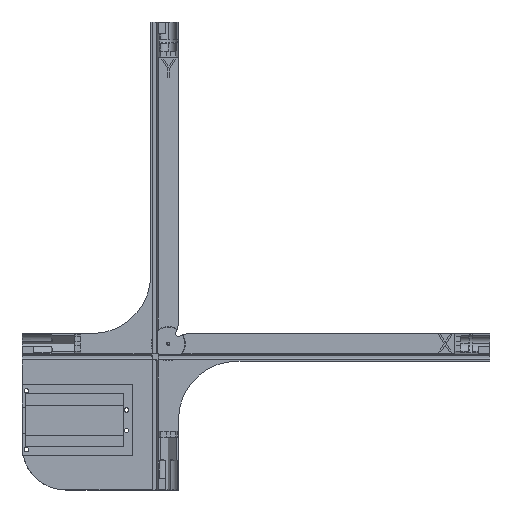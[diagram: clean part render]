
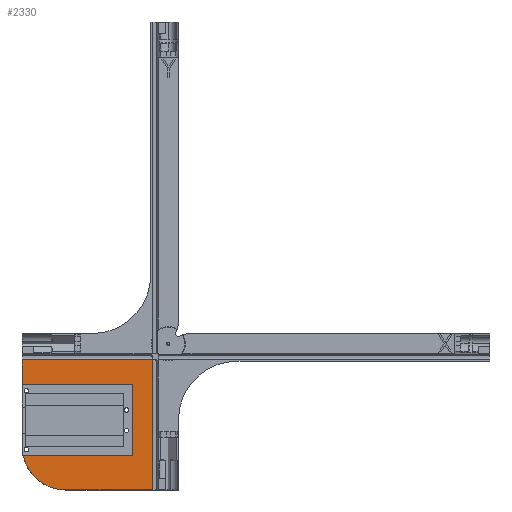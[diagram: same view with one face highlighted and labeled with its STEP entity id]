
A CAD part, top view. The second image highlights one B-rep face of the part: STEP entity #2330.
In plain terms, the highlighted planar face has unit normal (0, 0, 1).
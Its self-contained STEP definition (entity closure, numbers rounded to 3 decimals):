
#64 = VECTOR ( 'NONE', #5544, 1000. ) ;
#170 = DIRECTION ( 'NONE',  ( 1., 0., 0. ) ) ;
#207 = LINE ( 'NONE', #4217, #2785 ) ;
#396 = LINE ( 'NONE', #6052, #64 ) ;
#423 = CARTESIAN_POINT ( 'NONE',  ( -53.132, -41.8, 2.5 ) ) ;
#528 = EDGE_CURVE ( 'NONE', #5065, #647, #396, .T. ) ;
#551 = VECTOR ( 'NONE', #4882, 1000. ) ;
#647 = VERTEX_POINT ( 'NONE', #2419 ) ;
#660 = DIRECTION ( 'NONE',  ( 1., 0., 0. ) ) ;
#1034 = CARTESIAN_POINT ( 'NONE',  ( 0., 0., 2.5 ) ) ;
#1194 = LINE ( 'NONE', #3220, #6509 ) ;
#1456 = CARTESIAN_POINT ( 'NONE',  ( -38.5, -53.5, 2.5 ) ) ;
#1510 = ORIENTED_EDGE ( 'NONE', *, *, #2769, .T. ) ;
#1552 = EDGE_LOOP ( 'NONE', ( #6374, #1556, #1510, #6626, #5842, #1853, #1559, #4879 ) ) ;
#1556 = ORIENTED_EDGE ( 'NONE', *, *, #2630, .F. ) ;
#1559 = ORIENTED_EDGE ( 'NONE', *, *, #5201, .F. ) ;
#1563 = EDGE_CURVE ( 'NONE', #2532, #647, #4575, .T. ) ;
#1853 = ORIENTED_EDGE ( 'NONE', *, *, #5586, .F. ) ;
#2038 = AXIS2_PLACEMENT_3D ( 'NONE', #1034, #4630, #2086 ) ;
#2086 = DIRECTION ( 'NONE',  ( -1., 0., 0. ) ) ;
#2131 = CARTESIAN_POINT ( 'NONE',  ( -38.5, -38.5, 2.5 ) ) ;
#2228 = VERTEX_POINT ( 'NONE', #1456 ) ;
#2330 = ADVANCED_FACE ( 'NONE', ( #2894 ), #5181, .F. ) ;
#2419 = CARTESIAN_POINT ( 'NONE',  ( -9., -9., 2.5 ) ) ;
#2532 = VERTEX_POINT ( 'NONE', #4408 ) ;
#2630 = EDGE_CURVE ( 'NONE', #2228, #5429, #4917, .T. ) ;
#2646 = DIRECTION ( 'NONE',  ( -1., 0., 0. ) ) ;
#2769 = EDGE_CURVE ( 'NONE', #2228, #5065, #1194, .T. ) ;
#2785 = VECTOR ( 'NONE', #5788, 1000. ) ;
#2859 = EDGE_CURVE ( 'NONE', #3454, #3979, #6033, .T. ) ;
#2894 = FACE_OUTER_BOUND ( 'NONE', #1552, .T. ) ;
#2935 = VECTOR ( 'NONE', #6342, 1000. ) ;
#3045 = CARTESIAN_POINT ( 'NONE',  ( -53.5, -17.5, 2.5 ) ) ;
#3220 = CARTESIAN_POINT ( 'NONE',  ( -9., -53.5, 2.5 ) ) ;
#3240 = VECTOR ( 'NONE', #5690, 1000. ) ;
#3454 = VERTEX_POINT ( 'NONE', #4680 ) ;
#3979 = VERTEX_POINT ( 'NONE', #5098 ) ;
#4217 = CARTESIAN_POINT ( 'NONE',  ( -53.5, -17.5, 2.5 ) ) ;
#4408 = CARTESIAN_POINT ( 'NONE',  ( -53.5, -9., 2.5 ) ) ;
#4473 = LINE ( 'NONE', #4806, #2935 ) ;
#4575 = LINE ( 'NONE', #6350, #5786 ) ;
#4630 = DIRECTION ( 'NONE',  ( 0., 0., -1. ) ) ;
#4674 = AXIS2_PLACEMENT_3D ( 'NONE', #2131, #5743, #2646 ) ;
#4680 = CARTESIAN_POINT ( 'NONE',  ( -15.65, -41.8, 2.5 ) ) ;
#4779 = LINE ( 'NONE', #5174, #3240 ) ;
#4806 = CARTESIAN_POINT ( 'NONE',  ( -53.5, -9., 2.5 ) ) ;
#4833 = CARTESIAN_POINT ( 'NONE',  ( -15.65, -17.5, 2.5 ) ) ;
#4879 = ORIENTED_EDGE ( 'NONE', *, *, #2859, .F. ) ;
#4882 = DIRECTION ( 'NONE',  ( 0., 1., 0. ) ) ;
#4917 = CIRCLE ( 'NONE', #4674, 15. ) ;
#5065 = VERTEX_POINT ( 'NONE', #6161 ) ;
#5098 = CARTESIAN_POINT ( 'NONE',  ( -15.65, -17.5, 2.5 ) ) ;
#5174 = CARTESIAN_POINT ( 'NONE',  ( -15.65, -41.8, 2.5 ) ) ;
#5181 = PLANE ( 'NONE',  #2038 ) ;
#5201 = EDGE_CURVE ( 'NONE', #3979, #6458, #207, .T. ) ;
#5429 = VERTEX_POINT ( 'NONE', #423 ) ;
#5544 = DIRECTION ( 'NONE',  ( 0., 1., 0. ) ) ;
#5586 = EDGE_CURVE ( 'NONE', #6458, #2532, #4473, .T. ) ;
#5690 = DIRECTION ( 'NONE',  ( 1., 0., 0. ) ) ;
#5743 = DIRECTION ( 'NONE',  ( 0., 0., -1. ) ) ;
#5786 = VECTOR ( 'NONE', #170, 1000. ) ;
#5788 = DIRECTION ( 'NONE',  ( -1., 0., 0. ) ) ;
#5842 = ORIENTED_EDGE ( 'NONE', *, *, #1563, .F. ) ;
#6000 = EDGE_CURVE ( 'NONE', #5429, #3454, #4779, .T. ) ;
#6033 = LINE ( 'NONE', #4833, #551 ) ;
#6052 = CARTESIAN_POINT ( 'NONE',  ( -9., -57.036, 2.5 ) ) ;
#6161 = CARTESIAN_POINT ( 'NONE',  ( -9., -53.5, 2.5 ) ) ;
#6342 = DIRECTION ( 'NONE',  ( 0., 1., 0. ) ) ;
#6350 = CARTESIAN_POINT ( 'NONE',  ( -57.036, -9., 2.5 ) ) ;
#6374 = ORIENTED_EDGE ( 'NONE', *, *, #6000, .F. ) ;
#6458 = VERTEX_POINT ( 'NONE', #3045 ) ;
#6509 = VECTOR ( 'NONE', #660, 1000. ) ;
#6626 = ORIENTED_EDGE ( 'NONE', *, *, #528, .T. ) ;
